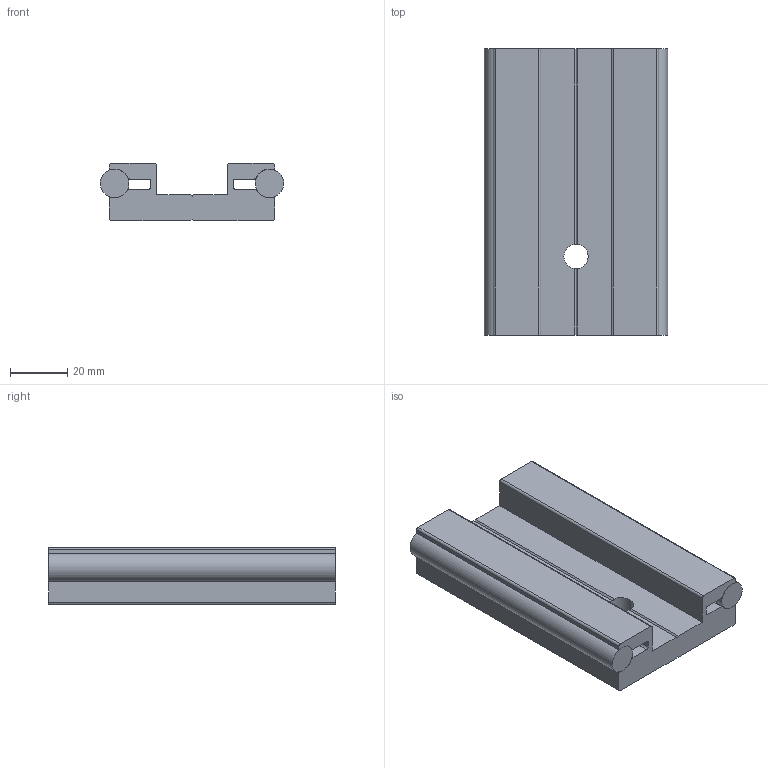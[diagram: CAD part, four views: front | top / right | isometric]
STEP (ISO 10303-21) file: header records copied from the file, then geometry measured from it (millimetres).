
FILE_DESCRIPTION(/* description */ ('PROF.GUIDA -'),/* implementation_level */ '2;1');
FILE_NAME(/* name */ 'BPRGD0000007.stp',/* time_stamp */ '2022-12-07T15:12:54+01:00',/* author */ ('tecnico7'),/* organization */ (''),/* preprocessor_version */ 'ST-DEVELOPER v18.1',/* originating_system */ 'Autodesk Inventor 2022',/* authorisation */ '');
FILE_SCHEMA (('AUTOMOTIVE_DESIGN { 1 0 10303 214 3 1 1 }'));
Length unit declared in the file: millimetre
Products named in the file (3): BPRGD0000007; 440000025700; 440000025701
Assembly tree (3 placements, depth 2):
  BPRGD0000007
    440000025700
    440000025701  x2
Bounding box: 64.08 x 100 x 20 mm (x, y, z)
Volume: 86480.1 mm3; surface area: 30715.6 mm2
Topology: 3 solids, 3 shells, 57 faces, 159 edges, 106 vertices
Faces by surface type: plane 32, cylinder 25
Full cylindrical faces by diameter (mm): 8.5 x1, 10 x2
Entity records: 1937 total; most frequent: DIRECTION 336, CARTESIAN_POINT 320, ORIENTED_EDGE 312, EDGE_CURVE 156, AXIS2_PLACEMENT_3D 120, VERTEX_POINT 104, LINE 96, VECTOR 96
